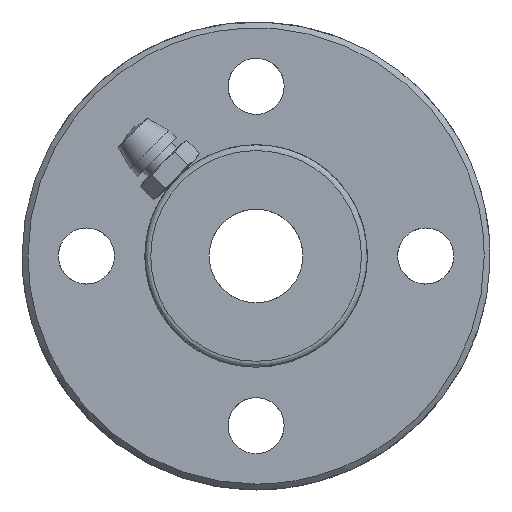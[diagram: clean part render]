
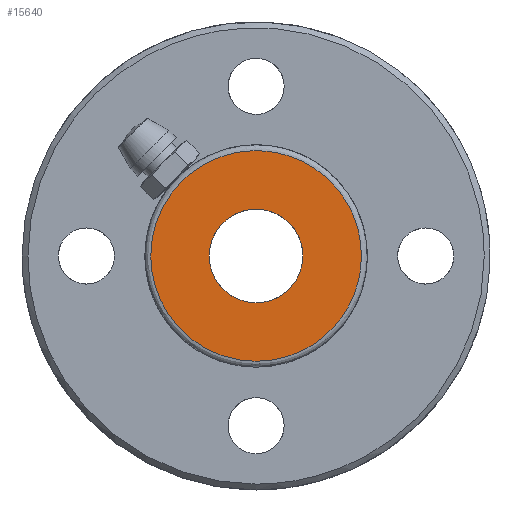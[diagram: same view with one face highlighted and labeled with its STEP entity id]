
A CAD part, left-side view. The second image highlights one B-rep face of the part: STEP entity #15640.
In plain terms, the highlighted free-form (B-spline) face has degree [1, 1] with [2, 2] control points.
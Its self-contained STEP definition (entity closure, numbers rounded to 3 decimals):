
#13960 = CARTESIAN_POINT ('', (-66., 9., 0.));
#13970 = VERTEX_POINT ('', #13960);
#13980 = CARTESIAN_POINT ('', (-66., 0., 9.));
#13990 = VERTEX_POINT ('', #13980);
#14000 = CARTESIAN_POINT ('', (-66., 9., 0.));
#14010 = CARTESIAN_POINT ('', (-66., 9., 6.));
#14020 = CARTESIAN_POINT ('', (-66., 4.5, 9.));
#14030 = CARTESIAN_POINT ('', (-66., 0., 9.));
#14040 = (
   BOUNDED_CURVE ()
   B_SPLINE_CURVE (3, (#14000, #14010, #14020, #14030), .UNSPECIFIED., .F., .U.)
   B_SPLINE_CURVE_WITH_KNOTS ((4, 4), (0., 1.), .UNSPECIFIED.)
   CURVE ()
   GEOMETRIC_REPRESENTATION_ITEM ()
   RATIONAL_B_SPLINE_CURVE ((0.478, 0.478, 0.638, 0.957))
   REPRESENTATION_ITEM ('')
);
#14050 = EDGE_CURVE ('', #13970, #13990, #14040, .T.);
#14170 = CARTESIAN_POINT ('', (-66., 0., -9.));
#14180 = VERTEX_POINT ('', #14170);
#14190 = CARTESIAN_POINT ('', (-66., 0., -9.));
#14200 = CARTESIAN_POINT ('', (-66., -1.183, -9.));
#14210 = CARTESIAN_POINT ('', (-66., -2.323, -8.775));
#14220 = CARTESIAN_POINT ('', (-66., -3.42, -8.325));
#14230 = CARTESIAN_POINT ('', (-66., -4.542, -7.865));
#14240 = CARTESIAN_POINT ('', (-66., -5.533, -7.201));
#14250 = CARTESIAN_POINT ('', (-66., -6.393, -6.335));
#14260 = CARTESIAN_POINT ('', (-66., -7.212, -5.509));
#14270 = CARTESIAN_POINT ('', (-66., -7.848, -4.556));
#14280 = CARTESIAN_POINT ('', (-66., -8.301, -3.477));
#14290 = CARTESIAN_POINT ('', (-66., -8.766, -2.368));
#14300 = CARTESIAN_POINT ('', (-66., -8.999, -1.209));
#14310 = CARTESIAN_POINT ('', (-66., -9., 0.));
#14320 = CARTESIAN_POINT ('', (-66., -9.001, 1.202));
#14330 = CARTESIAN_POINT ('', (-66., -8.768, 2.361));
#14340 = CARTESIAN_POINT ('', (-66., -8.301, 3.477));
#14350 = CARTESIAN_POINT ('', (-66., -7.853, 4.55));
#14360 = CARTESIAN_POINT ('', (-66., -7.216, 5.503));
#14370 = CARTESIAN_POINT ('', (-66., -6.393, 6.335));
#14380 = CARTESIAN_POINT ('', (-66., -5.54, 7.197));
#14390 = CARTESIAN_POINT ('', (-66., -4.549, 7.86));
#14400 = CARTESIAN_POINT ('', (-66., -3.42, 8.325));
#14410 = CARTESIAN_POINT ('', (-66., -2.327, 8.775));
#14420 = CARTESIAN_POINT ('', (-66., -1.186, 9.));
#14430 = CARTESIAN_POINT ('', (-66., 0., 9.));
#14440 = B_SPLINE_CURVE_WITH_KNOTS ('', 3, (#14190, #14200, #14210, #14220, #14230, #14240, #14250, #14260, #14270, #14280, #14290, #14300, #14310, #14320, #14330, #14340, #14350, #14360, #14370, #14380, #14390, #14400, #14410, #14420, #14430), .UNSPECIFIED., .F., .U., (4, 3, 3, 3, 3, 3, 3, 3, 4), (0., 0.125, 0.25, 0.375, 0.5, 0.625, 0.75, 0.875, 1.), .UNSPECIFIED.);
#14450 = EDGE_CURVE ('', #14180, #13990, #14440, .T.);
#14470 = CARTESIAN_POINT ('', (-66., 0., -9.));
#14480 = CARTESIAN_POINT ('', (-66., 4.5, -9.));
#14490 = CARTESIAN_POINT ('', (-66., 9., -6.));
#14500 = CARTESIAN_POINT ('', (-66., 9., 0.));
#14510 = (
   BOUNDED_CURVE ()
   B_SPLINE_CURVE (3, (#14470, #14480, #14490, #14500), .UNSPECIFIED., .F., .U.)
   B_SPLINE_CURVE_WITH_KNOTS ((4, 4), (0., 1.), .UNSPECIFIED.)
   CURVE ()
   GEOMETRIC_REPRESENTATION_ITEM ()
   RATIONAL_B_SPLINE_CURVE ((0.957, 0.638, 0.478, 0.478))
   REPRESENTATION_ITEM ('')
);
#14520 = EDGE_CURVE ('', #14180, #13970, #14510, .T.);
#14860 = ORIENTED_EDGE ('', *, *, #14450, .T.);
#14870 = ORIENTED_EDGE ('', *, *, #14050, .F.);
#14880 = ORIENTED_EDGE ('', *, *, #14520, .F.);
#14890 = EDGE_LOOP ('', (#14860, #14870, #14880));
#14900 = FACE_OUTER_BOUND ('', #14890, .T.);
#14910 = CARTESIAN_POINT ('', (-66., -4., 0.));
#14920 = VERTEX_POINT ('', #14910);
#14930 = CARTESIAN_POINT ('', (-66., 0., -4.));
#14940 = VERTEX_POINT ('', #14930);
#14950 = CARTESIAN_POINT ('', (-66., -4., 0.));
#14960 = CARTESIAN_POINT ('', (-66., -4., -0.507));
#14970 = CARTESIAN_POINT ('', (-66., -3.906, -0.998));
#14980 = CARTESIAN_POINT ('', (-66., -3.719, -1.472));
#14990 = CARTESIAN_POINT ('', (-66., -3.518, -1.983));
#15000 = CARTESIAN_POINT ('', (-66., -3.221, -2.435));
#15010 = CARTESIAN_POINT ('', (-66., -2.828, -2.828));
#15020 = CARTESIAN_POINT ('', (-66., -2.441, -3.217));
#15030 = CARTESIAN_POINT ('', (-66., -1.989, -3.514));
#15040 = CARTESIAN_POINT ('', (-66., -1.472, -3.719));
#15050 = CARTESIAN_POINT ('', (-66., -1.003, -3.906));
#15060 = CARTESIAN_POINT ('', (-66., -0.512, -3.999));
#15070 = CARTESIAN_POINT ('', (-66., 0., -4.));
#15080 = B_SPLINE_CURVE_WITH_KNOTS ('', 3, (#14950, #14960, #14970, #14980, #14990, #15000, #15010, #15020, #15030, #15040, #15050, #15060, #15070), .UNSPECIFIED., .F., .U., (4, 3, 3, 3, 4), (0., 0.25, 0.5, 0.75, 1.), .UNSPECIFIED.);
#15090 = EDGE_CURVE ('', #14920, #14940, #15080, .T.);
#15100 = ORIENTED_EDGE ('', *, *, #15090, .T.);
#15110 = CARTESIAN_POINT ('', (-66., 4., 0.));
#15120 = VERTEX_POINT ('', #15110);
#15130 = CARTESIAN_POINT ('', (-66., 0., -4.));
#15140 = CARTESIAN_POINT ('', (-66., 0.505, -4.001));
#15150 = CARTESIAN_POINT ('', (-66., 0.996, -3.907));
#15160 = CARTESIAN_POINT ('', (-66., 1.472, -3.719));
#15170 = CARTESIAN_POINT ('', (-66., 1.983, -3.518));
#15180 = CARTESIAN_POINT ('', (-66., 2.435, -3.221));
#15190 = CARTESIAN_POINT ('', (-66., 2.828, -2.828));
#15200 = CARTESIAN_POINT ('', (-66., 3.217, -2.441));
#15210 = CARTESIAN_POINT ('', (-66., 3.514, -1.989));
#15220 = CARTESIAN_POINT ('', (-66., 3.719, -1.472));
#15230 = CARTESIAN_POINT ('', (-66., 3.906, -1.001));
#15240 = CARTESIAN_POINT ('', (-66., 4., -0.51));
#15250 = CARTESIAN_POINT ('', (-66., 4., 0.));
#15260 = B_SPLINE_CURVE_WITH_KNOTS ('', 3, (#15130, #15140, #15150, #15160, #15170, #15180, #15190, #15200, #15210, #15220, #15230, #15240, #15250), .UNSPECIFIED., .F., .U., (4, 3, 3, 3, 4), (0., 0.25, 0.5, 0.75, 1.), .UNSPECIFIED.);
#15270 = EDGE_CURVE ('', #14940, #15120, #15260, .T.);
#15280 = ORIENTED_EDGE ('', *, *, #15270, .T.);
#15290 = CARTESIAN_POINT ('', (-66., 4., 0.));
#15300 = CARTESIAN_POINT ('', (-66., 4., 0.507));
#15310 = CARTESIAN_POINT ('', (-66., 3.906, 0.998));
#15320 = CARTESIAN_POINT ('', (-66., 3.719, 1.472));
#15330 = CARTESIAN_POINT ('', (-66., 3.518, 1.983));
#15340 = CARTESIAN_POINT ('', (-66., 3.221, 2.435));
#15350 = CARTESIAN_POINT ('', (-66., 2.828, 2.828));
#15360 = CARTESIAN_POINT ('', (-66., 2.441, 3.217));
#15370 = CARTESIAN_POINT ('', (-66., 1.989, 3.514));
#15380 = CARTESIAN_POINT ('', (-66., 1.472, 3.719));
#15390 = CARTESIAN_POINT ('', (-66., 1.003, 3.906));
#15400 = CARTESIAN_POINT ('', (-66., 0.512, 3.999));
#15410 = CARTESIAN_POINT ('', (-66., 0., 4.));
#15420 = CARTESIAN_POINT ('', (-66., -0.505, 4.001));
#15430 = CARTESIAN_POINT ('', (-66., -0.996, 3.907));
#15440 = CARTESIAN_POINT ('', (-66., -1.472, 3.719));
#15450 = CARTESIAN_POINT ('', (-66., -1.983, 3.518));
#15460 = CARTESIAN_POINT ('', (-66., -2.435, 3.221));
#15470 = CARTESIAN_POINT ('', (-66., -2.828, 2.828));
#15480 = CARTESIAN_POINT ('', (-66., -3.217, 2.441));
#15490 = CARTESIAN_POINT ('', (-66., -3.514, 1.989));
#15500 = CARTESIAN_POINT ('', (-66., -3.719, 1.472));
#15510 = CARTESIAN_POINT ('', (-66., -3.906, 1.001));
#15520 = CARTESIAN_POINT ('', (-66., -4., 0.51));
#15530 = CARTESIAN_POINT ('', (-66., -4., 0.));
#15540 = B_SPLINE_CURVE_WITH_KNOTS ('', 3, (#15290, #15300, #15310, #15320, #15330, #15340, #15350, #15360, #15370, #15380, #15390, #15400, #15410, #15420, #15430, #15440, #15450, #15460, #15470, #15480, #15490, #15500, #15510, #15520, #15530), .UNSPECIFIED., .F., .U., (4, 3, 3, 3, 3, 3, 3, 3, 4), (0., 0.125, 0.25, 0.375, 0.5, 0.625, 0.75, 0.875, 1.), .UNSPECIFIED.);
#15550 = EDGE_CURVE ('', #15120, #14920, #15540, .T.);
#15560 = ORIENTED_EDGE ('', *, *, #15550, .T.);
#15570 = EDGE_LOOP ('', (#15100, #15280, #15560));
#15580 = FACE_BOUND ('', #15570, .T.);
#15590 = CARTESIAN_POINT ('', (-66., -9.109, 9.108));
#15600 = CARTESIAN_POINT ('', (-66., -9.109, -9.108));
#15610 = CARTESIAN_POINT ('', (-66., 9.108, 9.108));
#15620 = CARTESIAN_POINT ('', (-66., 9.108, -9.108));
#15630 = B_SPLINE_SURFACE_WITH_KNOTS ('', 1, 1, ((#15590, #15600), (#15610, #15620)), .UNSPECIFIED., .F., .F., .U., (2, 2), (2, 2), (0., 1.), (0., 1.), .UNSPECIFIED.);
#15640 = ADVANCED_FACE ('', (#14900, #15580), #15630, .T.);
